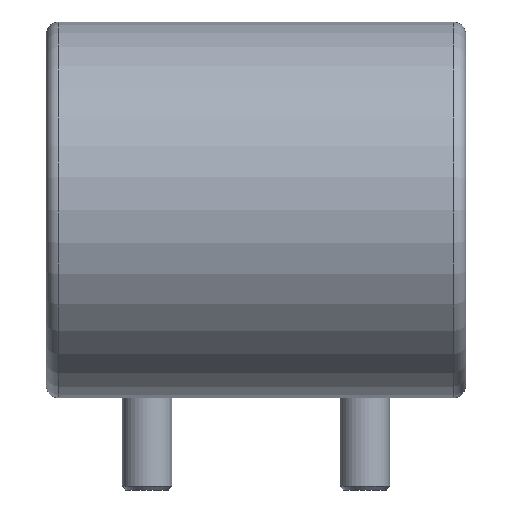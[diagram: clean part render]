
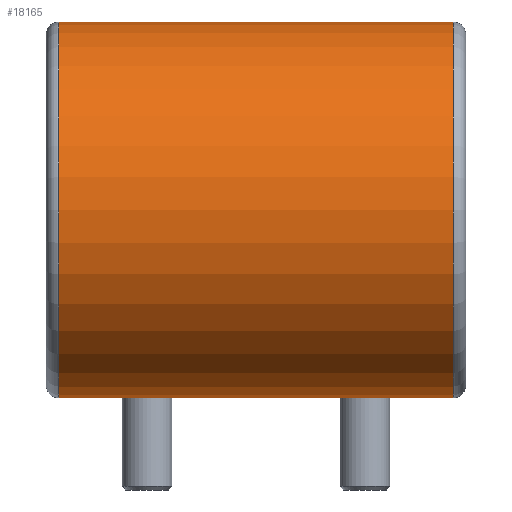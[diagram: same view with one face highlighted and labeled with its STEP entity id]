
A CAD part, front view. The second image highlights one B-rep face of the part: STEP entity #18165.
In plain terms, the highlighted cylindrical face has radius 30.2 mm (diameter 60.4 mm), a partial arc.
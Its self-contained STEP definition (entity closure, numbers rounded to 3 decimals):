
#17 = CIRCLE ( 'NONE', #10113, 30.2 ) ;
#558 = FACE_OUTER_BOUND ( 'NONE', #20849, .T. ) ;
#866 = EDGE_CURVE ( 'NONE', #22936, #31080, #11138, .T. ) ;
#1788 = VERTEX_POINT ( 'NONE', #16865 ) ;
#2987 = CARTESIAN_POINT ( 'NONE',  ( -39.045, 0., 0. ) ) ;
#5099 = CARTESIAN_POINT ( 'NONE',  ( -39.045, 0., 30.2 ) ) ;
#5430 = DIRECTION ( 'NONE',  ( 0., 0., 1. ) ) ;
#5548 = VECTOR ( 'NONE', #7283, 1000. ) ;
#6617 = EDGE_CURVE ( 'NONE', #14398, #1788, #24360, .T. ) ;
#7283 = DIRECTION ( 'NONE',  ( -1., 0., 0. ) ) ;
#8389 = CIRCLE ( 'NONE', #22347, 30.2 ) ;
#9043 = DIRECTION ( 'NONE',  ( -1., 0., 0. ) ) ;
#9903 = CARTESIAN_POINT ( 'NONE',  ( -39.045, 0., -30.2 ) ) ;
#10113 = AXIS2_PLACEMENT_3D ( 'NONE', #27223, #11791, #26807 ) ;
#11138 = LINE ( 'NONE', #5099, #5548 ) ;
#11401 = CARTESIAN_POINT ( 'NONE',  ( 31.7, 0., 0. ) ) ;
#11791 = DIRECTION ( 'NONE',  ( -1., 0., 0. ) ) ;
#12425 = CYLINDRICAL_SURFACE ( 'NONE', #23571, 30.2 ) ;
#12951 = CARTESIAN_POINT ( 'NONE',  ( 31.7, 0., -30.2 ) ) ;
#13582 = ORIENTED_EDGE ( 'NONE', *, *, #15389, .T. ) ;
#14398 = VERTEX_POINT ( 'NONE', #12951 ) ;
#15389 = EDGE_CURVE ( 'NONE', #14398, #22936, #8389, .T. ) ;
#16865 = CARTESIAN_POINT ( 'NONE',  ( -31.7, 0., -30.2 ) ) ;
#17588 = VECTOR ( 'NONE', #24802, 1000. ) ;
#18165 = ADVANCED_FACE ( 'NONE', ( #558 ), #12425, .T. ) ;
#19261 = ORIENTED_EDGE ( 'NONE', *, *, #6617, .F. ) ;
#20849 = EDGE_LOOP ( 'NONE', ( #19261, #13582, #31505, #30920 ) ) ;
#20996 = DIRECTION ( 'NONE',  ( -1., 0., 0. ) ) ;
#22347 = AXIS2_PLACEMENT_3D ( 'NONE', #11401, #9043, #23788 ) ;
#22853 = CARTESIAN_POINT ( 'NONE',  ( 31.7, 0., 30.2 ) ) ;
#22936 = VERTEX_POINT ( 'NONE', #22853 ) ;
#23571 = AXIS2_PLACEMENT_3D ( 'NONE', #2987, #20996, #5430 ) ;
#23788 = DIRECTION ( 'NONE',  ( 0., 0., 1. ) ) ;
#24360 = LINE ( 'NONE', #9903, #17588 ) ;
#24422 = CARTESIAN_POINT ( 'NONE',  ( -31.7, 0., 30.2 ) ) ;
#24802 = DIRECTION ( 'NONE',  ( -1., 0., 0. ) ) ;
#26807 = DIRECTION ( 'NONE',  ( 0., 0., 1. ) ) ;
#27223 = CARTESIAN_POINT ( 'NONE',  ( -31.7, 0., 0. ) ) ;
#30920 = ORIENTED_EDGE ( 'NONE', *, *, #32198, .F. ) ;
#31080 = VERTEX_POINT ( 'NONE', #24422 ) ;
#31505 = ORIENTED_EDGE ( 'NONE', *, *, #866, .T. ) ;
#32198 = EDGE_CURVE ( 'NONE', #1788, #31080, #17, .T. ) ;
